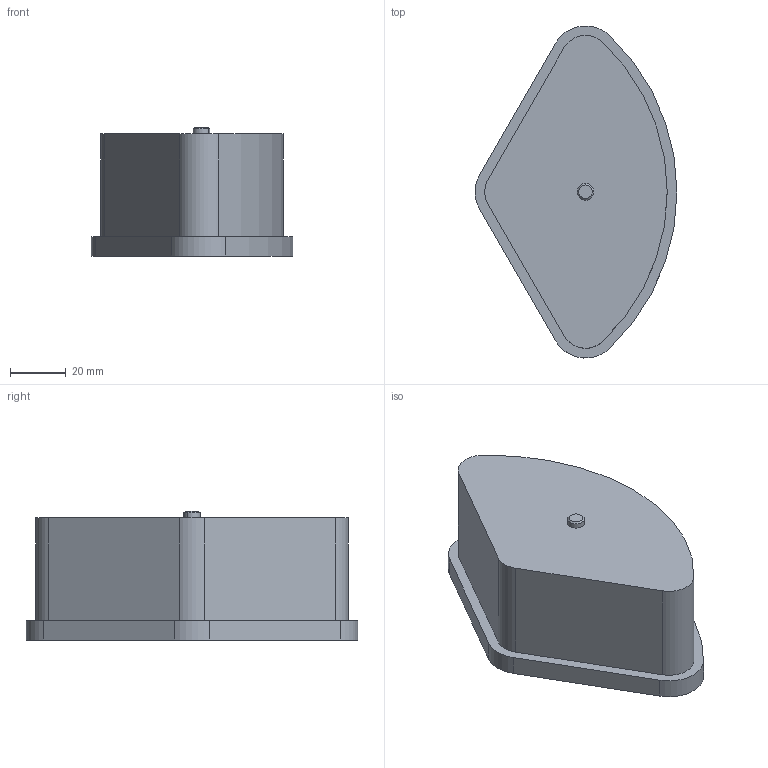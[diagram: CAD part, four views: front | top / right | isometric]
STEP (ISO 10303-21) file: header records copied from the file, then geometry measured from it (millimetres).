
FILE_DESCRIPTION (( 'STEP AP214' ), '1' );
FILE_NAME ('50509077_Segmento_6_21_bohlendoyen.STEP', '2026-04-10T12:29:16', ( '' ), ( '' ), 'SwSTEP 2.0', 'SolidWorks 2025', '' );
FILE_SCHEMA (( 'AUTOMOTIVE_DESIGN' ));
Length unit declared in the file: millimetre
Products named in the file (1): 50509077_Segmento_6_21_bohlendoyen
Bounding box: 72.7 x 119.52 x 46.7 mm (x, y, z)
Volume: 207509.6 mm3; surface area: 29779.9 mm2
Topology: 1 solids, 1 shells, 272 faces, 667 edges, 436 vertices
Faces by surface type: plane 125, bspline 73, cylinder 60, cone 14
Entity records: 12030 total; most frequent: CARTESIAN_POINT 5969, ORIENTED_EDGE 1334, DIRECTION 1043, EDGE_CURVE 667, VERTEX_POINT 436, VECTOR 399, LINE 399, AXIS2_PLACEMENT_3D 322
